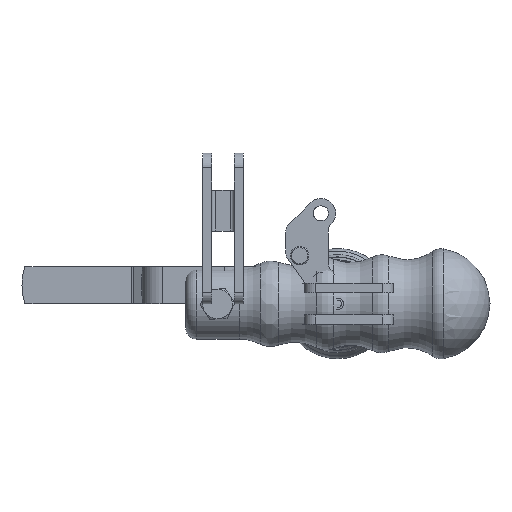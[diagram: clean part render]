
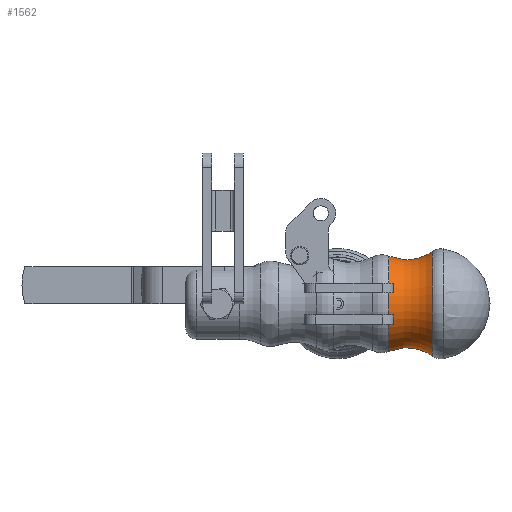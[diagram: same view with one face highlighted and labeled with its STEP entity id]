
A CAD part, front view. The second image highlights one B-rep face of the part: STEP entity #1562.
In plain terms, the highlighted toroidal (fillet/blend) face has major radius 23.856 mm and minor radius 12 mm.
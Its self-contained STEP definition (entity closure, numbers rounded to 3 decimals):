
#1562 = ADVANCED_FACE( '', ( #3445, #3446 ), #3447, .F. );
#3445 = FACE_OUTER_BOUND( '', #5448, .T. );
#3446 = FACE_OUTER_BOUND( '', #5449, .T. );
#3447 = TOROIDAL_SURFACE( '', #5450, 23.856, 12. );
#5448 = EDGE_LOOP( '', ( #9250 ) );
#5449 = EDGE_LOOP( '', ( #9251 ) );
#5450 = AXIS2_PLACEMENT_3D( '', #9252, #9253, #9254 );
#9250 = ORIENTED_EDGE( '', *, *, #10286, .F. );
#9251 = ORIENTED_EDGE( '', *, *, #9964, .T. );
#9252 = CARTESIAN_POINT( '', ( 18.5, 0., 0. ) );
#9253 = DIRECTION( '', ( 1., 0., 0. ) );
#9254 = DIRECTION( '', ( 0., 1., 0. ) );
#9964 = EDGE_CURVE( '', #11652, #11652, #11653, .T. );
#10286 = EDGE_CURVE( '', #12163, #12163, #12164, .T. );
#11652 = VERTEX_POINT( '', #14086 );
#11653 = CIRCLE( '', #14087, 12.828 );
#12163 = VERTEX_POINT( '', #14820 );
#12164 = CIRCLE( '', #14821, 14.101 );
#14086 = CARTESIAN_POINT( '', ( 13.769, 12.828, 0. ) );
#14087 = AXIS2_PLACEMENT_3D( '', #16896, #16897, #16898 );
#14820 = CARTESIAN_POINT( '', ( 25.488, 14.101, 0. ) );
#14821 = AXIS2_PLACEMENT_3D( '', #17336, #17337, #17338 );
#16896 = CARTESIAN_POINT( '', ( 13.769, 0., 0. ) );
#16897 = DIRECTION( '', ( 1., 0., 0. ) );
#16898 = DIRECTION( '', ( 0., 1., 0. ) );
#17336 = CARTESIAN_POINT( '', ( 25.488, 0., 0. ) );
#17337 = DIRECTION( '', ( 1., 0., 0. ) );
#17338 = DIRECTION( '', ( 0., 1., 0. ) );
